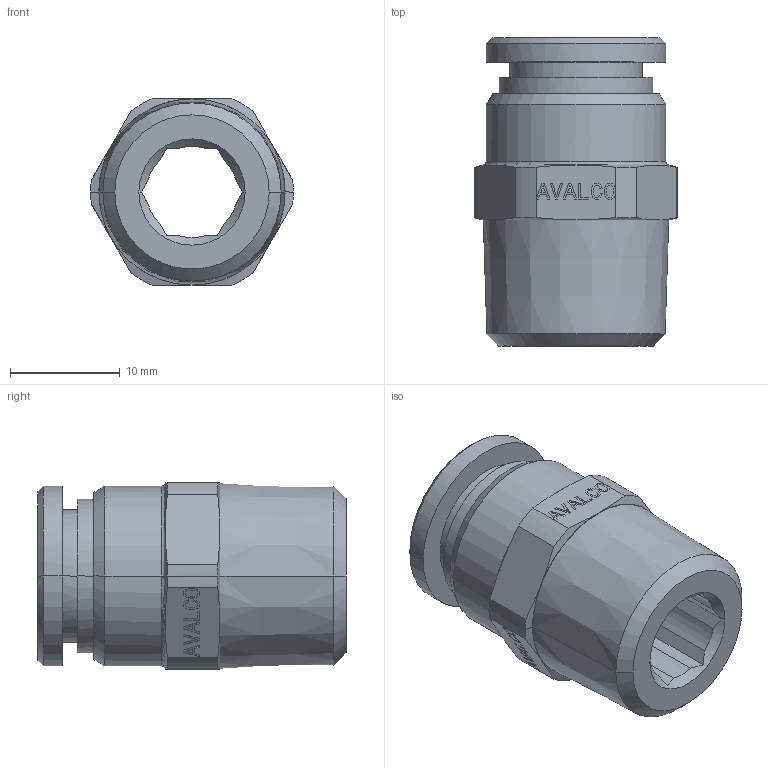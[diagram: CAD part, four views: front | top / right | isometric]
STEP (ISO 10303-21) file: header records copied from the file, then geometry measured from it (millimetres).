
FILE_DESCRIPTION(('CATIA V5 STEP Exchange'),'2;1');
FILE_NAME('PN510B-10R38.stp','2018-04-14T17:46:12+00:00',('none'),('none'),'CATIA Version 5 Release 21 GA (IN-10)','CATIA V5 STEP AP203','none');
FILE_SCHEMA(('CONFIG_CONTROL_DESIGN'));
Length unit declared in the file: millimetre
Products named in the file (1): PN510B-10R38
Bounding box: 18.5 x 28.1 x 17 mm (x, y, z)
Volume: 3777 mm3; surface area: 2761.1 mm2
Topology: 1 solids, 1 shells, 418 faces, 1121 edges, 736 vertices
Faces by surface type: plane 360, cone 30, cylinder 24, torus 4
Entity records: 12745 total; most frequent: CARTESIAN_POINT 2638, ORIENTED_EDGE 2242, DIRECTION 1759, EDGE_CURVE 1121, VECTOR 987, LINE 987, VERTEX_POINT 736, EDGE_LOOP 451
